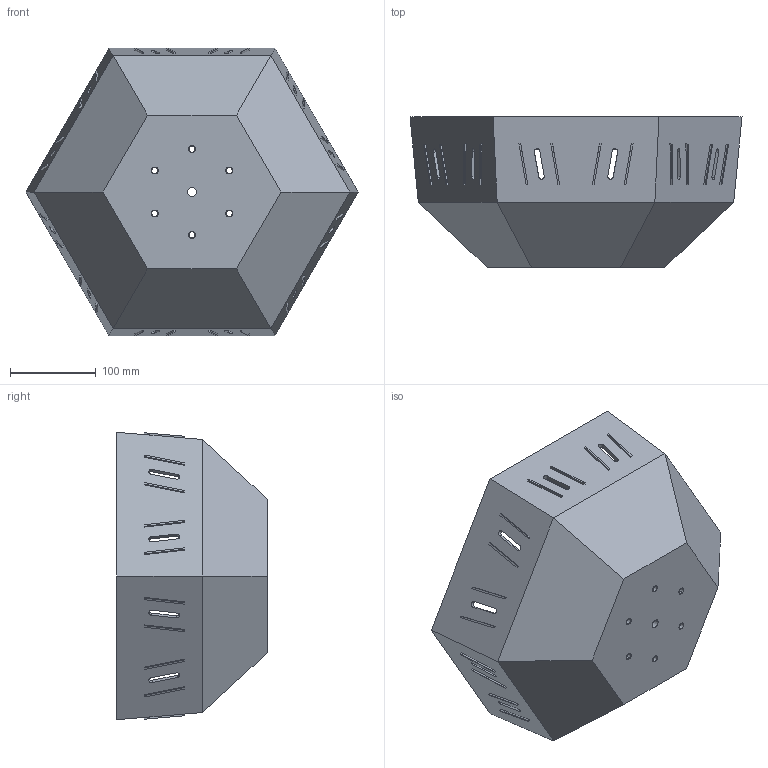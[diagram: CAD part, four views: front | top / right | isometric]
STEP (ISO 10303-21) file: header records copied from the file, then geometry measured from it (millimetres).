
FILE_DESCRIPTION((''),'2;1');
FILE_NAME('SIXXIA','2016-12-29T',('赽窅貊貊'),(''),'PRO/ENGINEER BY PARAMETRIC TECHNOLOGY CORPORATION, 2014320','PRO/ENGINEER BY PARAMETRIC TECHNOLOGY CORPORATION, 2014320','');
FILE_SCHEMA(('CONFIG_CONTROL_DESIGN'));
Length unit declared in the file: millimetre
Products named in the file (1): SIXXIA
Bounding box: 386.6 x 175.2 x 334.81 mm (x, y, z)
Volume: 1049531.5 mm3; surface area: 457984.8 mm2
Topology: 1 solids, 7 shells, 221 faces, 570 edges, 376 vertices
Faces by surface type: plane 171, cylinder 50
Entity records: 6773 total; most frequent: CARTESIAN_POINT 1168, ORIENTED_EDGE 1116, DIRECTION 1114, EDGE_CURVE 570, VECTOR 470, LINE 470, VERTEX_POINT 376, AXIS2_PLACEMENT_3D 322
